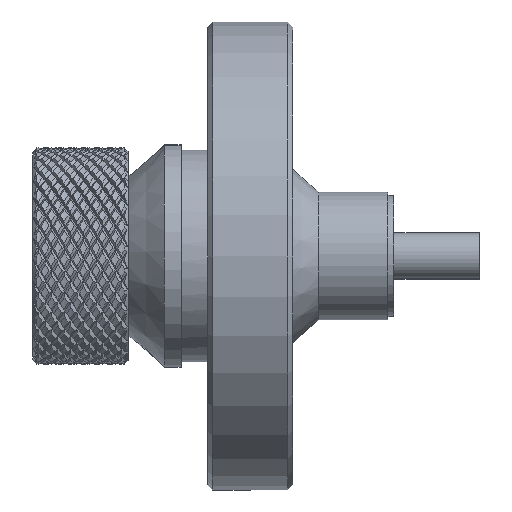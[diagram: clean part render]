
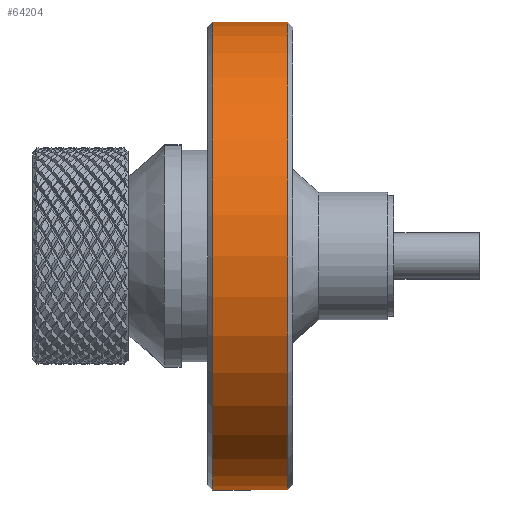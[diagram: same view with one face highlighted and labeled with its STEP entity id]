
A CAD part, front view. The second image highlights one B-rep face of the part: STEP entity #64204.
In plain terms, the highlighted cylindrical face has radius 34.925 mm (diameter 69.85 mm), a partial arc.
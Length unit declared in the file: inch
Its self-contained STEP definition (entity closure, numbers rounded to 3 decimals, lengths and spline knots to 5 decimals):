
#430 = DIRECTION ( 'NONE',  ( 0., 0., -1. ) ) ;
#8777 = DIRECTION ( 'NONE',  ( 0., 0., -1. ) ) ;
#11322 = EDGE_CURVE ( 'NONE', #19290, #77570, #80415, .T. ) ;
#19290 = VERTEX_POINT ( 'NONE', #85679 ) ;
#20890 = CARTESIAN_POINT ( 'NONE',  ( -1.08421, 0., -1.375 ) ) ;
#21725 = DIRECTION ( 'NONE',  ( 1., 0., 0. ) ) ;
#23074 = CARTESIAN_POINT ( 'NONE',  ( -0.61421, 0., -1.375 ) ) ;
#24310 = DIRECTION ( 'NONE',  ( 1., 0., 0. ) ) ;
#24405 = VERTEX_POINT ( 'NONE', #34060 ) ;
#25626 = ORIENTED_EDGE ( 'NONE', *, *, #11322, .T. ) ;
#34060 = CARTESIAN_POINT ( 'NONE',  ( -1.05421, 0., 1.375 ) ) ;
#35615 = LINE ( 'NONE', #74277, #42952 ) ;
#42952 = VECTOR ( 'NONE', #21725, 39.37008 ) ;
#43907 = CIRCLE ( 'NONE', #60548, 1.375 ) ;
#48120 = ORIENTED_EDGE ( 'NONE', *, *, #83553, .F. ) ;
#49476 = VERTEX_POINT ( 'NONE', #56515 ) ;
#51811 = AXIS2_PLACEMENT_3D ( 'NONE', #64092, #82404, #70617 ) ;
#53514 = EDGE_CURVE ( 'NONE', #24405, #49476, #35615, .T. ) ;
#56515 = CARTESIAN_POINT ( 'NONE',  ( -0.61421, 0., 1.375 ) ) ;
#59025 = ORIENTED_EDGE ( 'NONE', *, *, #53514, .F. ) ;
#59099 = DIRECTION ( 'NONE',  ( 1., 0., 0. ) ) ;
#60548 = AXIS2_PLACEMENT_3D ( 'NONE', #68312, #61328, #8777 ) ;
#61328 = DIRECTION ( 'NONE',  ( 1., 0., 0. ) ) ;
#61389 = EDGE_CURVE ( 'NONE', #24405, #19290, #43907, .T. ) ;
#64092 = CARTESIAN_POINT ( 'NONE',  ( -0.61421, 0., 0. ) ) ;
#64204 = ADVANCED_FACE ( 'NONE', ( #65195 ), #65637, .T. ) ;
#65195 = FACE_OUTER_BOUND ( 'NONE', #70012, .T. ) ;
#65637 = CYLINDRICAL_SURFACE ( 'NONE', #83002, 1.375 ) ;
#66490 = CARTESIAN_POINT ( 'NONE',  ( -1.08421, 0., 0. ) ) ;
#67068 = CIRCLE ( 'NONE', #51811, 1.375 ) ;
#68312 = CARTESIAN_POINT ( 'NONE',  ( -1.05421, 0., 0. ) ) ;
#70012 = EDGE_LOOP ( 'NONE', ( #59025, #82880, #25626, #48120 ) ) ;
#70617 = DIRECTION ( 'NONE',  ( 0., 0., -1. ) ) ;
#70939 = VECTOR ( 'NONE', #24310, 39.37008 ) ;
#74277 = CARTESIAN_POINT ( 'NONE',  ( -1.08421, 0., 1.375 ) ) ;
#77570 = VERTEX_POINT ( 'NONE', #23074 ) ;
#80415 = LINE ( 'NONE', #20890, #70939 ) ;
#82404 = DIRECTION ( 'NONE',  ( 1., 0., 0. ) ) ;
#82880 = ORIENTED_EDGE ( 'NONE', *, *, #61389, .T. ) ;
#83002 = AXIS2_PLACEMENT_3D ( 'NONE', #66490, #59099, #430 ) ;
#83553 = EDGE_CURVE ( 'NONE', #49476, #77570, #67068, .T. ) ;
#85679 = CARTESIAN_POINT ( 'NONE',  ( -1.05421, 0., -1.375 ) ) ;
